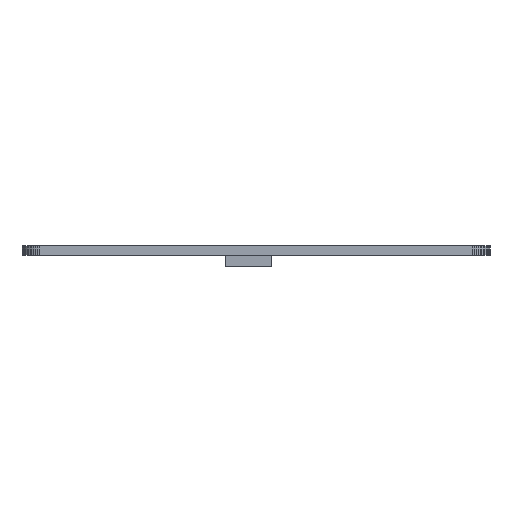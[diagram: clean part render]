
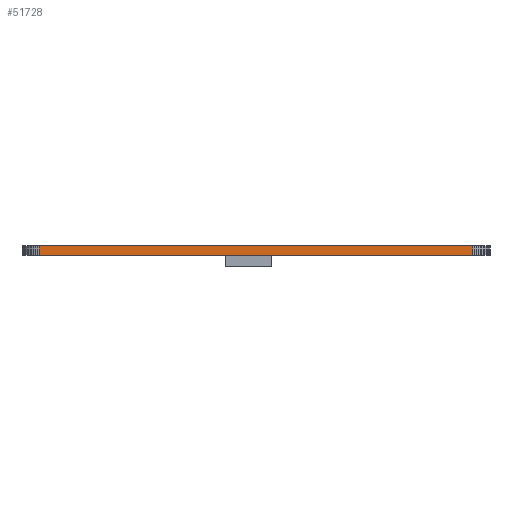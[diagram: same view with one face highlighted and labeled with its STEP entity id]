
A CAD part, left-side view. The second image highlights one B-rep face of the part: STEP entity #51728.
In plain terms, the highlighted planar face has unit normal (-1, 0, 0).
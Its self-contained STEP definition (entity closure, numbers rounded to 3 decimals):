
#11552 = PLANE('',#11553);
#11553 = AXIS2_PLACEMENT_3D('',#11554,#11555,#11556);
#11554 = CARTESIAN_POINT('',(17.,172.374,1.58));
#11555 = DIRECTION('',(-0.,-0.,-1.));
#11556 = DIRECTION('',(-1.,0.,0.));
#11606 = PLANE('',#11607);
#11607 = AXIS2_PLACEMENT_3D('',#11608,#11609,#11610);
#11608 = CARTESIAN_POINT('',(17.,172.374,0.));
#11609 = DIRECTION('',(-0.,-0.,-1.));
#11610 = DIRECTION('',(-1.,0.,0.));
#23055 = VERTEX_POINT('',#23056);
#23056 = CARTESIAN_POINT('',(-97.932,135.038,0.));
#23070 = PLANE('',#23071);
#23071 = AXIS2_PLACEMENT_3D('',#23072,#23073,#23074);
#23072 = CARTESIAN_POINT('',(-97.913,134.702,0.));
#23073 = DIRECTION('',(-0.998,-0.056,0.));
#23074 = DIRECTION('',(-0.056,0.998,0.));
#23082 = EDGE_CURVE('',#23055,#23083,#23085,.T.);
#23083 = VERTEX_POINT('',#23084);
#23084 = CARTESIAN_POINT('',(-97.932,210.538,0.));
#23085 = SURFACE_CURVE('',#23086,(#23090,#23097),.PCURVE_S1.);
#23086 = LINE('',#23087,#23088);
#23087 = CARTESIAN_POINT('',(-97.932,135.038,0.));
#23088 = VECTOR('',#23089,1.);
#23089 = DIRECTION('',(0.,1.,0.));
#23090 = PCURVE('',#11606,#23091);
#23091 = DEFINITIONAL_REPRESENTATION('',(#23092),#23096);
#23092 = LINE('',#23093,#23094);
#23093 = CARTESIAN_POINT('',(114.932,-37.336));
#23094 = VECTOR('',#23095,1.);
#23095 = DIRECTION('',(0.,1.));
#23096 = ( GEOMETRIC_REPRESENTATION_CONTEXT(2) 
PARAMETRIC_REPRESENTATION_CONTEXT() REPRESENTATION_CONTEXT('2D SPACE',''
  ) );
#23097 = PCURVE('',#23098,#23103);
#23098 = PLANE('',#23099);
#23099 = AXIS2_PLACEMENT_3D('',#23100,#23101,#23102);
#23100 = CARTESIAN_POINT('',(-97.932,135.038,0.));
#23101 = DIRECTION('',(-1.,0.,0.));
#23102 = DIRECTION('',(0.,1.,0.));
#23103 = DEFINITIONAL_REPRESENTATION('',(#23104),#23108);
#23104 = LINE('',#23105,#23106);
#23105 = CARTESIAN_POINT('',(0.,0.));
#23106 = VECTOR('',#23107,1.);
#23107 = DIRECTION('',(1.,0.));
#23108 = ( GEOMETRIC_REPRESENTATION_CONTEXT(2) 
PARAMETRIC_REPRESENTATION_CONTEXT() REPRESENTATION_CONTEXT('2D SPACE',''
  ) );
#23126 = PLANE('',#23127);
#23127 = AXIS2_PLACEMENT_3D('',#23128,#23129,#23130);
#23128 = CARTESIAN_POINT('',(-97.932,210.538,0.));
#23129 = DIRECTION('',(-0.998,0.056,0.));
#23130 = DIRECTION('',(0.056,0.998,0.));
#42527 = VERTEX_POINT('',#42528);
#42528 = CARTESIAN_POINT('',(-97.932,135.038,1.58));
#42549 = EDGE_CURVE('',#42527,#42550,#42552,.T.);
#42550 = VERTEX_POINT('',#42551);
#42551 = CARTESIAN_POINT('',(-97.932,210.538,1.58));
#42552 = SURFACE_CURVE('',#42553,(#42557,#42564),.PCURVE_S1.);
#42553 = LINE('',#42554,#42555);
#42554 = CARTESIAN_POINT('',(-97.932,135.038,1.58));
#42555 = VECTOR('',#42556,1.);
#42556 = DIRECTION('',(0.,1.,0.));
#42557 = PCURVE('',#11552,#42558);
#42558 = DEFINITIONAL_REPRESENTATION('',(#42559),#42563);
#42559 = LINE('',#42560,#42561);
#42560 = CARTESIAN_POINT('',(114.932,-37.336));
#42561 = VECTOR('',#42562,1.);
#42562 = DIRECTION('',(0.,1.));
#42563 = ( GEOMETRIC_REPRESENTATION_CONTEXT(2) 
PARAMETRIC_REPRESENTATION_CONTEXT() REPRESENTATION_CONTEXT('2D SPACE',''
  ) );
#42564 = PCURVE('',#23098,#42565);
#42565 = DEFINITIONAL_REPRESENTATION('',(#42566),#42570);
#42566 = LINE('',#42567,#42568);
#42567 = CARTESIAN_POINT('',(0.,-1.58));
#42568 = VECTOR('',#42569,1.);
#42569 = DIRECTION('',(1.,0.));
#42570 = ( GEOMETRIC_REPRESENTATION_CONTEXT(2) 
PARAMETRIC_REPRESENTATION_CONTEXT() REPRESENTATION_CONTEXT('2D SPACE',''
  ) );
#51678 = EDGE_CURVE('',#23083,#42550,#51679,.T.);
#51679 = SURFACE_CURVE('',#51680,(#51684,#51691),.PCURVE_S1.);
#51680 = LINE('',#51681,#51682);
#51681 = CARTESIAN_POINT('',(-97.932,210.538,0.));
#51682 = VECTOR('',#51683,1.);
#51683 = DIRECTION('',(0.,0.,1.));
#51684 = PCURVE('',#23126,#51685);
#51685 = DEFINITIONAL_REPRESENTATION('',(#51686),#51690);
#51686 = LINE('',#51687,#51688);
#51687 = CARTESIAN_POINT('',(0.,0.));
#51688 = VECTOR('',#51689,1.);
#51689 = DIRECTION('',(0.,-1.));
#51690 = ( GEOMETRIC_REPRESENTATION_CONTEXT(2) 
PARAMETRIC_REPRESENTATION_CONTEXT() REPRESENTATION_CONTEXT('2D SPACE',''
  ) );
#51691 = PCURVE('',#23098,#51692);
#51692 = DEFINITIONAL_REPRESENTATION('',(#51693),#51697);
#51693 = LINE('',#51694,#51695);
#51694 = CARTESIAN_POINT('',(75.5,0.));
#51695 = VECTOR('',#51696,1.);
#51696 = DIRECTION('',(0.,-1.));
#51697 = ( GEOMETRIC_REPRESENTATION_CONTEXT(2) 
PARAMETRIC_REPRESENTATION_CONTEXT() REPRESENTATION_CONTEXT('2D SPACE',''
  ) );
#51728 = ADVANCED_FACE('',(#51729),#23098,.T.);
#51729 = FACE_BOUND('',#51730,.T.);
#51730 = EDGE_LOOP('',(#51731,#51752,#51753,#51754));
#51731 = ORIENTED_EDGE('',*,*,#51732,.T.);
#51732 = EDGE_CURVE('',#23055,#42527,#51733,.T.);
#51733 = SURFACE_CURVE('',#51734,(#51738,#51745),.PCURVE_S1.);
#51734 = LINE('',#51735,#51736);
#51735 = CARTESIAN_POINT('',(-97.932,135.038,0.));
#51736 = VECTOR('',#51737,1.);
#51737 = DIRECTION('',(0.,0.,1.));
#51738 = PCURVE('',#23098,#51739);
#51739 = DEFINITIONAL_REPRESENTATION('',(#51740),#51744);
#51740 = LINE('',#51741,#51742);
#51741 = CARTESIAN_POINT('',(0.,0.));
#51742 = VECTOR('',#51743,1.);
#51743 = DIRECTION('',(0.,-1.));
#51744 = ( GEOMETRIC_REPRESENTATION_CONTEXT(2) 
PARAMETRIC_REPRESENTATION_CONTEXT() REPRESENTATION_CONTEXT('2D SPACE',''
  ) );
#51745 = PCURVE('',#23070,#51746);
#51746 = DEFINITIONAL_REPRESENTATION('',(#51747),#51751);
#51747 = LINE('',#51748,#51749);
#51748 = CARTESIAN_POINT('',(0.336,0.));
#51749 = VECTOR('',#51750,1.);
#51750 = DIRECTION('',(0.,-1.));
#51751 = ( GEOMETRIC_REPRESENTATION_CONTEXT(2) 
PARAMETRIC_REPRESENTATION_CONTEXT() REPRESENTATION_CONTEXT('2D SPACE',''
  ) );
#51752 = ORIENTED_EDGE('',*,*,#42549,.T.);
#51753 = ORIENTED_EDGE('',*,*,#51678,.F.);
#51754 = ORIENTED_EDGE('',*,*,#23082,.F.);
